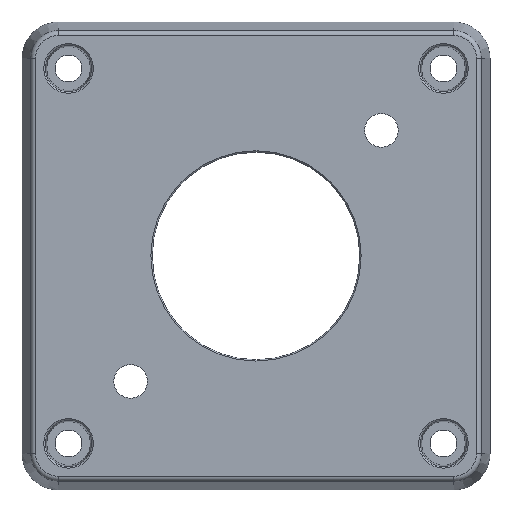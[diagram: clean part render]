
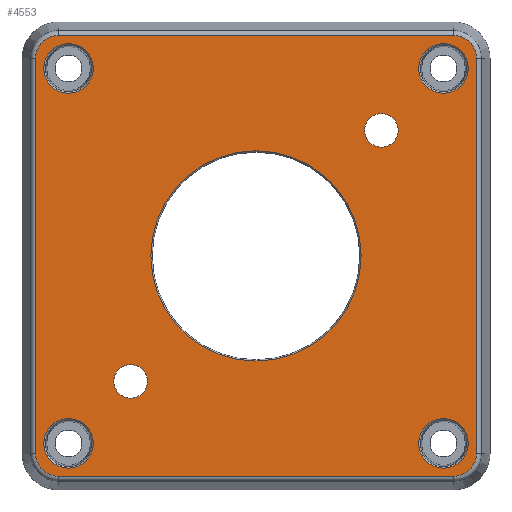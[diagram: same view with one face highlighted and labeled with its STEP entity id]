
A CAD part, top view. The second image highlights one B-rep face of the part: STEP entity #4553.
In plain terms, the highlighted planar face has unit normal (0, 0, 1).
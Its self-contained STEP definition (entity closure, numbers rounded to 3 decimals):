
#690=DIRECTION('',(0.,-1.,0.));
#691=VECTOR('',#690,59.);
#692=CARTESIAN_POINT('',(113.748,38.505,78.3));
#693=LINE('',#692,#691);
#728=DIRECTION('',(-1.,0.,0.));
#729=VECTOR('',#728,59.);
#730=CARTESIAN_POINT('',(110.334,-23.909,78.3));
#731=LINE('',#730,#729);
#766=DIRECTION('',(0.,1.,0.));
#767=VECTOR('',#766,59.);
#768=CARTESIAN_POINT('',(47.92,-20.495,78.3));
#769=LINE('',#768,#767);
#796=DIRECTION('',(1.,0.,0.));
#797=VECTOR('',#796,59.);
#798=CARTESIAN_POINT('',(51.334,41.919,78.3));
#799=LINE('',#798,#797);
#834=CARTESIAN_POINT('',(110.334,38.505,78.3));
#835=DIRECTION('',(0.,0.,1.));
#836=DIRECTION('',(1.,0.,0.));
#837=AXIS2_PLACEMENT_3D('',#834,#835,#836);
#842=CARTESIAN_POINT('',(110.334,-20.495,78.3));
#843=DIRECTION('',(0.,0.,1.));
#844=DIRECTION('',(0.,-1.,0.));
#845=AXIS2_PLACEMENT_3D('',#842,#843,#844);
#850=CARTESIAN_POINT('',(51.334,-20.495,78.3));
#851=DIRECTION('',(0.,0.,1.));
#852=DIRECTION('',(-1.,0.,0.));
#853=AXIS2_PLACEMENT_3D('',#850,#851,#852);
#858=CARTESIAN_POINT('',(51.334,38.505,78.3));
#859=DIRECTION('',(0.,0.,1.));
#860=DIRECTION('',(0.,1.,0.));
#861=AXIS2_PLACEMENT_3D('',#858,#859,#860);
#866=CARTESIAN_POINT('',(108.834,-18.995,78.3));
#867=DIRECTION('',(0.,0.,-1.));
#868=DIRECTION('',(-1.,0.,0.));
#869=AXIS2_PLACEMENT_3D('',#866,#867,#868);
#874=CARTESIAN_POINT('',(108.834,-18.995,78.3));
#875=DIRECTION('',(0.,0.,-1.));
#876=DIRECTION('',(1.,0.,0.));
#877=AXIS2_PLACEMENT_3D('',#874,#875,#876);
#882=CARTESIAN_POINT('',(108.834,37.005,78.3));
#883=DIRECTION('',(0.,0.,-1.));
#884=DIRECTION('',(-1.,0.,0.));
#885=AXIS2_PLACEMENT_3D('',#882,#883,#884);
#890=CARTESIAN_POINT('',(108.834,37.005,78.3));
#891=DIRECTION('',(0.,0.,-1.));
#892=DIRECTION('',(1.,0.,0.));
#893=AXIS2_PLACEMENT_3D('',#890,#891,#892);
#898=CARTESIAN_POINT('',(52.834,37.005,78.3));
#899=DIRECTION('',(0.,0.,-1.));
#900=DIRECTION('',(-1.,0.,0.));
#901=AXIS2_PLACEMENT_3D('',#898,#899,#900);
#906=CARTESIAN_POINT('',(52.834,37.005,78.3));
#907=DIRECTION('',(0.,0.,-1.));
#908=DIRECTION('',(1.,0.,0.));
#909=AXIS2_PLACEMENT_3D('',#906,#907,#908);
#914=CARTESIAN_POINT('',(52.834,-18.995,78.3));
#915=DIRECTION('',(0.,0.,-1.));
#916=DIRECTION('',(-1.,0.,0.));
#917=AXIS2_PLACEMENT_3D('',#914,#915,#916);
#922=CARTESIAN_POINT('',(52.834,-18.995,78.3));
#923=DIRECTION('',(0.,0.,-1.));
#924=DIRECTION('',(1.,0.,0.));
#925=AXIS2_PLACEMENT_3D('',#922,#923,#924);
#930=CARTESIAN_POINT('',(80.834,9.005,78.3));
#931=DIRECTION('',(0.,0.,-1.));
#932=DIRECTION('',(0.,1.,0.));
#933=AXIS2_PLACEMENT_3D('',#930,#931,#932);
#938=CARTESIAN_POINT('',(80.834,9.005,78.3));
#939=DIRECTION('',(0.,0.,-1.));
#940=DIRECTION('',(0.,-1.,0.));
#941=AXIS2_PLACEMENT_3D('',#938,#939,#940);
#946=CARTESIAN_POINT('',(99.566,27.75,78.3));
#947=DIRECTION('',(0.,0.,-1.));
#948=DIRECTION('',(0.,1.,0.));
#949=AXIS2_PLACEMENT_3D('',#946,#947,#948);
#954=CARTESIAN_POINT('',(99.566,27.75,78.3));
#955=DIRECTION('',(0.,0.,-1.));
#956=DIRECTION('',(0.,-1.,0.));
#957=AXIS2_PLACEMENT_3D('',#954,#955,#956);
#962=CARTESIAN_POINT('',(62.102,-9.74,78.3));
#963=DIRECTION('',(0.,0.,-1.));
#964=DIRECTION('',(0.,1.,0.));
#965=AXIS2_PLACEMENT_3D('',#962,#963,#964);
#970=CARTESIAN_POINT('',(62.102,-9.74,78.3));
#971=DIRECTION('',(0.,0.,-1.));
#972=DIRECTION('',(0.,-1.,0.));
#973=AXIS2_PLACEMENT_3D('',#970,#971,#972);
#3636=CARTESIAN_POINT('',(113.748,38.505,78.3));
#3638=VERTEX_POINT('',#3636);
#3642=CARTESIAN_POINT('',(110.334,41.919,78.3));
#3643=VERTEX_POINT('',#3642);
#3644=CARTESIAN_POINT('',(113.748,-20.495,78.3));
#3646=VERTEX_POINT('',#3644);
#3648=CARTESIAN_POINT('',(110.334,-23.909,78.3));
#3650=VERTEX_POINT('',#3648);
#3652=CARTESIAN_POINT('',(51.334,-23.909,78.3));
#3654=VERTEX_POINT('',#3652);
#3656=CARTESIAN_POINT('',(47.92,-20.495,78.3));
#3658=VERTEX_POINT('',#3656);
#3660=CARTESIAN_POINT('',(47.92,38.505,78.3));
#3662=VERTEX_POINT('',#3660);
#3664=CARTESIAN_POINT('',(51.334,41.919,78.3));
#3666=VERTEX_POINT('',#3664);
#3853=CARTESIAN_POINT('',(112.534,-18.995,78.3));
#3855=VERTEX_POINT('',#3853);
#3856=CARTESIAN_POINT('',(105.134,-18.995,78.3));
#3857=VERTEX_POINT('',#3856);
#3861=CARTESIAN_POINT('',(112.534,37.005,78.3));
#3863=VERTEX_POINT('',#3861);
#3864=CARTESIAN_POINT('',(105.134,37.005,78.3));
#3865=VERTEX_POINT('',#3864);
#3869=CARTESIAN_POINT('',(56.534,37.005,78.3));
#3871=VERTEX_POINT('',#3869);
#3872=CARTESIAN_POINT('',(49.134,37.005,78.3));
#3873=VERTEX_POINT('',#3872);
#3877=CARTESIAN_POINT('',(56.534,-18.995,78.3));
#3879=VERTEX_POINT('',#3877);
#3880=CARTESIAN_POINT('',(49.134,-18.995,78.3));
#3881=VERTEX_POINT('',#3880);
#3885=CARTESIAN_POINT('',(80.834,-6.695,78.3));
#3887=VERTEX_POINT('',#3885);
#3888=CARTESIAN_POINT('',(80.834,24.705,78.3));
#3889=VERTEX_POINT('',#3888);
#3916=CARTESIAN_POINT('',(62.102,-12.24,78.3));
#3918=VERTEX_POINT('',#3916);
#3922=CARTESIAN_POINT('',(62.102,-7.24,78.3));
#3923=VERTEX_POINT('',#3922);
#3968=CARTESIAN_POINT('',(99.566,25.25,78.3));
#3970=VERTEX_POINT('',#3968);
#3974=CARTESIAN_POINT('',(99.566,30.25,78.3));
#3975=VERTEX_POINT('',#3974);
#4497=CARTESIAN_POINT('',(80.834,9.005,78.3));
#4498=DIRECTION('',(0.,0.,1.));
#4499=DIRECTION('',(-1.,0.,0.));
#4500=AXIS2_PLACEMENT_3D('',#4497,#4498,#4499);
#4501=PLANE('',#4500);
#4502=ORIENTED_EDGE('',*,*,#4477,.T.);
#4503=ORIENTED_EDGE('',*,*,#4490,.F.);
#4504=ORIENTED_EDGE('',*,*,#4392,.T.);
#4505=ORIENTED_EDGE('',*,*,#4407,.F.);
#4506=ORIENTED_EDGE('',*,*,#4421,.T.);
#4507=ORIENTED_EDGE('',*,*,#4435,.F.);
#4508=ORIENTED_EDGE('',*,*,#4449,.T.);
#4509=ORIENTED_EDGE('',*,*,#4463,.F.);
#4510=EDGE_LOOP('',(#4502,#4503,#4504,#4505,#4506,#4507,#4508,#4509));
#4511=FACE_OUTER_BOUND('',#4510,.F.);
#4513=ORIENTED_EDGE('',*,*,#4512,.F.);
#4514=ORIENTED_EDGE('',*,*,#4001,.F.);
#4515=EDGE_LOOP('',(#4513,#4514));
#4516=FACE_BOUND('',#4515,.F.);
#4518=ORIENTED_EDGE('',*,*,#4517,.F.);
#4520=ORIENTED_EDGE('',*,*,#4519,.F.);
#4521=EDGE_LOOP('',(#4518,#4520));
#4522=FACE_BOUND('',#4521,.F.);
#4524=ORIENTED_EDGE('',*,*,#4523,.F.);
#4526=ORIENTED_EDGE('',*,*,#4525,.F.);
#4527=EDGE_LOOP('',(#4524,#4526));
#4528=FACE_BOUND('',#4527,.F.);
#4530=ORIENTED_EDGE('',*,*,#4529,.F.);
#4532=ORIENTED_EDGE('',*,*,#4531,.F.);
#4533=EDGE_LOOP('',(#4530,#4532));
#4534=FACE_BOUND('',#4533,.F.);
#4536=ORIENTED_EDGE('',*,*,#4535,.F.);
#4538=ORIENTED_EDGE('',*,*,#4537,.F.);
#4539=EDGE_LOOP('',(#4536,#4538));
#4540=FACE_BOUND('',#4539,.F.);
#4542=ORIENTED_EDGE('',*,*,#4541,.F.);
#4544=ORIENTED_EDGE('',*,*,#4543,.F.);
#4545=EDGE_LOOP('',(#4542,#4544));
#4546=FACE_BOUND('',#4545,.F.);
#4548=ORIENTED_EDGE('',*,*,#4547,.F.);
#4550=ORIENTED_EDGE('',*,*,#4549,.F.);
#4551=EDGE_LOOP('',(#4548,#4550));
#4552=FACE_BOUND('',#4551,.F.);
#838=CIRCLE('',#837,3.414);
#846=CIRCLE('',#845,3.414);
#854=CIRCLE('',#853,3.414);
#862=CIRCLE('',#861,3.414);
#870=CIRCLE('',#869,3.7);
#878=CIRCLE('',#877,3.7);
#886=CIRCLE('',#885,3.7);
#894=CIRCLE('',#893,3.7);
#902=CIRCLE('',#901,3.7);
#910=CIRCLE('',#909,3.7);
#918=CIRCLE('',#917,3.7);
#926=CIRCLE('',#925,3.7);
#934=CIRCLE('',#933,15.7);
#942=CIRCLE('',#941,15.7);
#950=CIRCLE('',#949,2.5);
#958=CIRCLE('',#957,2.5);
#966=CIRCLE('',#965,2.5);
#974=CIRCLE('',#973,2.5);
#4001=EDGE_CURVE('',#3855,#3857,#878,.T.);
#4392=EDGE_CURVE('',#3638,#3646,#693,.T.);
#4407=EDGE_CURVE('',#3650,#3646,#846,.T.);
#4421=EDGE_CURVE('',#3650,#3654,#731,.T.);
#4435=EDGE_CURVE('',#3658,#3654,#854,.T.);
#4449=EDGE_CURVE('',#3658,#3662,#769,.T.);
#4463=EDGE_CURVE('',#3666,#3662,#862,.T.);
#4477=EDGE_CURVE('',#3666,#3643,#799,.T.);
#4490=EDGE_CURVE('',#3638,#3643,#838,.T.);
#4512=EDGE_CURVE('',#3857,#3855,#870,.T.);
#4517=EDGE_CURVE('',#3865,#3863,#886,.T.);
#4519=EDGE_CURVE('',#3863,#3865,#894,.T.);
#4523=EDGE_CURVE('',#3873,#3871,#902,.T.);
#4525=EDGE_CURVE('',#3871,#3873,#910,.T.);
#4529=EDGE_CURVE('',#3881,#3879,#918,.T.);
#4531=EDGE_CURVE('',#3879,#3881,#926,.T.);
#4535=EDGE_CURVE('',#3889,#3887,#934,.T.);
#4537=EDGE_CURVE('',#3887,#3889,#942,.T.);
#4541=EDGE_CURVE('',#3975,#3970,#950,.T.);
#4543=EDGE_CURVE('',#3970,#3975,#958,.T.);
#4547=EDGE_CURVE('',#3923,#3918,#966,.T.);
#4549=EDGE_CURVE('',#3918,#3923,#974,.T.);
#4553=ADVANCED_FACE('',(#4511,#4516,#4522,#4528,#4534,#4540,#4546,#4552),#4501,
.T.);
